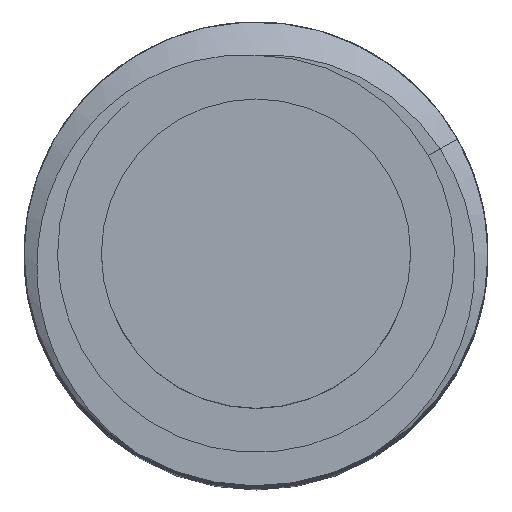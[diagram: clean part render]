
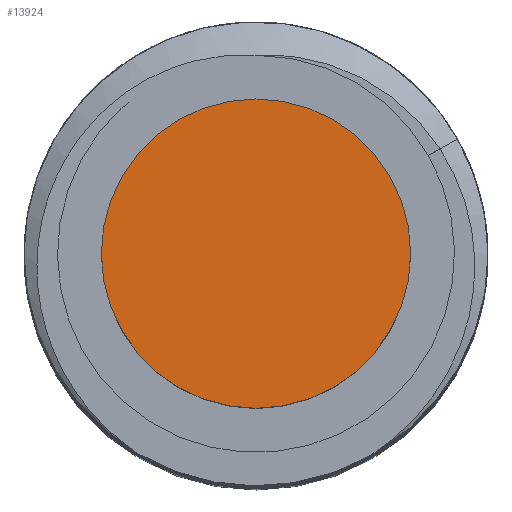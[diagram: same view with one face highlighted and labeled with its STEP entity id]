
A CAD part, top view. The second image highlights one B-rep face of the part: STEP entity #13924.
In plain terms, the highlighted planar face has unit normal (0, 0, 1).
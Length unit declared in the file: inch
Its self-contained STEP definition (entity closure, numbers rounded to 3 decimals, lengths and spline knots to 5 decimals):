
#940 = EDGE_CURVE ( 'NONE', #22109, #2775, #22263, .T. ) ;
#1057 = DIRECTION ( 'NONE',  ( 0., 0., -1. ) ) ;
#1424 = ORIENTED_EDGE ( 'NONE', *, *, #2474, .F. ) ;
#2474 = EDGE_CURVE ( 'NONE', #2775, #22109, #8033, .T. ) ;
#2775 = VERTEX_POINT ( 'NONE', #23366 ) ;
#3421 = FACE_OUTER_BOUND ( 'NONE', #13522, .T. ) ;
#3430 = DIRECTION ( 'NONE',  ( 1., 0., 0. ) ) ;
#3564 = CARTESIAN_POINT ( 'NONE',  ( 0., 0., 0.5315 ) ) ;
#6071 = AXIS2_PLACEMENT_3D ( 'NONE', #3564, #12090, #20586 ) ;
#7199 = CARTESIAN_POINT ( 'NONE',  ( 0., 0., 0.5315 ) ) ;
#8033 = CIRCLE ( 'NONE', #23589, 0.03937 ) ;
#11950 = PLANE ( 'NONE',  #6071 ) ;
#12090 = DIRECTION ( 'NONE',  ( 0., 0., 1. ) ) ;
#13522 = EDGE_LOOP ( 'NONE', ( #1424, #22462 ) ) ;
#13924 = ADVANCED_FACE ( 'NONE', ( #3421 ), #11950, .T. ) ;
#16032 = AXIS2_PLACEMENT_3D ( 'NONE', #22926, #25167, #20704 ) ;
#20586 = DIRECTION ( 'NONE',  ( 1., 0., 0. ) ) ;
#20704 = DIRECTION ( 'NONE',  ( 1., 0., 0. ) ) ;
#22109 = VERTEX_POINT ( 'NONE', #24122 ) ;
#22263 = CIRCLE ( 'NONE', #16032, 0.03937 ) ;
#22462 = ORIENTED_EDGE ( 'NONE', *, *, #940, .F. ) ;
#22926 = CARTESIAN_POINT ( 'NONE',  ( 0., 0., 0.5315 ) ) ;
#23366 = CARTESIAN_POINT ( 'NONE',  ( 0.03937, 0., 0.5315 ) ) ;
#23589 = AXIS2_PLACEMENT_3D ( 'NONE', #7199, #1057, #3430 ) ;
#24122 = CARTESIAN_POINT ( 'NONE',  ( -0.03937, 0., 0.5315 ) ) ;
#25167 = DIRECTION ( 'NONE',  ( 0., 0., -1. ) ) ;
